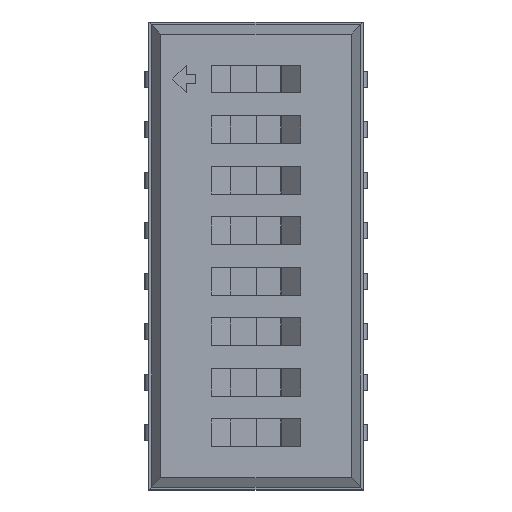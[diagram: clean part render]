
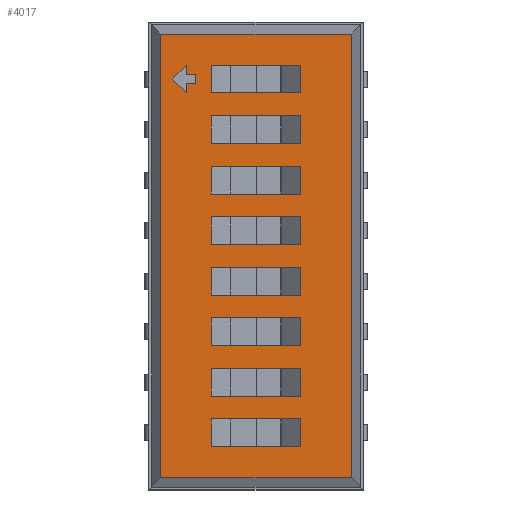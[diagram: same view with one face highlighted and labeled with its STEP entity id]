
A CAD part, top view. The second image highlights one B-rep face of the part: STEP entity #4017.
In plain terms, the highlighted planar face has unit normal (0, 0, 1).
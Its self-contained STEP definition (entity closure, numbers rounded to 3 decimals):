
#27=VECTOR('',#28,1.);
#28=DIRECTION('',(1.,0.,0.));
#51=VECTOR('',#52,1.);
#52=DIRECTION('',(0.,1.,0.));
#60=VECTOR('',#61,1.);
#61=DIRECTION('',(0.,-1.,0.));
#234=VECTOR('',#235,1.);
#235=DIRECTION('',(-1.,0.,0.));
#408=DIRECTION('',(0.,0.,-1.));
#3967=VERTEX_POINT('',#3968);
#3968=CARTESIAN_POINT('',(2.397,-5.577,2.4));
#3970=ORIENTED_EDGE('',*,*,#3971,.F.);
#3971=EDGE_CURVE('',#3972,#3967,#3974,.T.);
#3972=VERTEX_POINT('',#3973);
#3973=CARTESIAN_POINT('',(-2.397,-5.577,2.4));
#3974=LINE('',#3973,#27);
#4009=VERTEX_POINT('',#4010);
#4010=CARTESIAN_POINT('',(2.397,5.577,2.4));
#4012=ORIENTED_EDGE('',*,*,#4013,.F.);
#4013=EDGE_CURVE('',#3967,#4009,#4014,.T.);
#4014=LINE('',#3968,#51);
#4017=ADVANCED_FACE('',(#4018,#4028,#4050,#4072,#4094,#4116,#4138,#4160,#4182,#4204),#4249,.F.);
#4018=FACE_BOUND('',#4019,.F.);
#4019=EDGE_LOOP('',(#4012,#3970,#4020,#4025));
#4020=ORIENTED_EDGE('',*,*,#4021,.F.);
#4021=EDGE_CURVE('',#4022,#3972,#4024,.T.);
#4022=VERTEX_POINT('',#4023);
#4023=CARTESIAN_POINT('',(-2.397,5.577,2.4));
#4024=LINE('',#4023,#60);
#4025=ORIENTED_EDGE('',*,*,#4026,.F.);
#4026=EDGE_CURVE('',#4009,#4022,#4027,.T.);
#4027=LINE('',#4010,#234);
#4028=FACE_BOUND('',#4029,.F.);
#4029=EDGE_LOOP('',(#4030,#4037,#4042,#4047));
#4030=ORIENTED_EDGE('',*,*,#4031,.T.);
#4031=EDGE_CURVE('',#4032,#4034,#4036,.T.);
#4032=VERTEX_POINT('',#4033);
#4033=CARTESIAN_POINT('',(1.125,2.255,2.4));
#4034=VERTEX_POINT('',#4035);
#4035=CARTESIAN_POINT('',(-1.125,2.255,2.4));
#4036=LINE('',#4033,#234);
#4037=ORIENTED_EDGE('',*,*,#4038,.T.);
#4038=EDGE_CURVE('',#4034,#4039,#4041,.T.);
#4039=VERTEX_POINT('',#4040);
#4040=CARTESIAN_POINT('',(-1.125,1.555,2.4));
#4041=LINE('',#4035,#60);
#4042=ORIENTED_EDGE('',*,*,#4043,.T.);
#4043=EDGE_CURVE('',#4039,#4044,#4046,.T.);
#4044=VERTEX_POINT('',#4045);
#4045=CARTESIAN_POINT('',(1.125,1.555,2.4));
#4046=LINE('',#4040,#27);
#4047=ORIENTED_EDGE('',*,*,#4048,.T.);
#4048=EDGE_CURVE('',#4044,#4032,#4049,.T.);
#4049=LINE('',#4045,#51);
#4050=FACE_BOUND('',#4051,.F.);
#4051=EDGE_LOOP('',(#4052,#4059,#4064,#4069));
#4052=ORIENTED_EDGE('',*,*,#4053,.T.);
#4053=EDGE_CURVE('',#4054,#4056,#4058,.T.);
#4054=VERTEX_POINT('',#4055);
#4055=CARTESIAN_POINT('',(-1.125,0.285,2.4));
#4056=VERTEX_POINT('',#4057);
#4057=CARTESIAN_POINT('',(1.125,0.285,2.4));
#4058=LINE('',#4055,#27);
#4059=ORIENTED_EDGE('',*,*,#4060,.T.);
#4060=EDGE_CURVE('',#4056,#4061,#4063,.T.);
#4061=VERTEX_POINT('',#4062);
#4062=CARTESIAN_POINT('',(1.125,0.985,2.4));
#4063=LINE('',#4057,#51);
#4064=ORIENTED_EDGE('',*,*,#4065,.T.);
#4065=EDGE_CURVE('',#4061,#4066,#4068,.T.);
#4066=VERTEX_POINT('',#4067);
#4067=CARTESIAN_POINT('',(-1.125,0.985,2.4));
#4068=LINE('',#4062,#234);
#4069=ORIENTED_EDGE('',*,*,#4070,.T.);
#4070=EDGE_CURVE('',#4066,#4054,#4071,.T.);
#4071=LINE('',#4067,#60);
#4072=FACE_BOUND('',#4073,.F.);
#4073=EDGE_LOOP('',(#4074,#4081,#4086,#4091));
#4074=ORIENTED_EDGE('',*,*,#4075,.T.);
#4075=EDGE_CURVE('',#4076,#4078,#4080,.T.);
#4076=VERTEX_POINT('',#4077);
#4077=CARTESIAN_POINT('',(-1.125,-0.985,2.4));
#4078=VERTEX_POINT('',#4079);
#4079=CARTESIAN_POINT('',(1.125,-0.985,2.4));
#4080=LINE('',#4077,#27);
#4081=ORIENTED_EDGE('',*,*,#4082,.T.);
#4082=EDGE_CURVE('',#4078,#4083,#4085,.T.);
#4083=VERTEX_POINT('',#4084);
#4084=CARTESIAN_POINT('',(1.125,-0.285,2.4));
#4085=LINE('',#4079,#51);
#4086=ORIENTED_EDGE('',*,*,#4087,.T.);
#4087=EDGE_CURVE('',#4083,#4088,#4090,.T.);
#4088=VERTEX_POINT('',#4089);
#4089=CARTESIAN_POINT('',(-1.125,-0.285,2.4));
#4090=LINE('',#4084,#234);
#4091=ORIENTED_EDGE('',*,*,#4092,.T.);
#4092=EDGE_CURVE('',#4088,#4076,#4093,.T.);
#4093=LINE('',#4089,#60);
#4094=FACE_BOUND('',#4095,.F.);
#4095=EDGE_LOOP('',(#4096,#4103,#4108,#4113));
#4096=ORIENTED_EDGE('',*,*,#4097,.T.);
#4097=EDGE_CURVE('',#4098,#4100,#4102,.T.);
#4098=VERTEX_POINT('',#4099);
#4099=CARTESIAN_POINT('',(-1.125,-3.525,2.4));
#4100=VERTEX_POINT('',#4101);
#4101=CARTESIAN_POINT('',(1.125,-3.525,2.4));
#4102=LINE('',#4099,#27);
#4103=ORIENTED_EDGE('',*,*,#4104,.T.);
#4104=EDGE_CURVE('',#4100,#4105,#4107,.T.);
#4105=VERTEX_POINT('',#4106);
#4106=CARTESIAN_POINT('',(1.125,-2.825,2.4));
#4107=LINE('',#4101,#51);
#4108=ORIENTED_EDGE('',*,*,#4109,.T.);
#4109=EDGE_CURVE('',#4105,#4110,#4112,.T.);
#4110=VERTEX_POINT('',#4111);
#4111=CARTESIAN_POINT('',(-1.125,-2.825,2.4));
#4112=LINE('',#4106,#234);
#4113=ORIENTED_EDGE('',*,*,#4114,.T.);
#4114=EDGE_CURVE('',#4110,#4098,#4115,.T.);
#4115=LINE('',#4111,#60);
#4116=FACE_BOUND('',#4117,.F.);
#4117=EDGE_LOOP('',(#4118,#4125,#4130,#4135));
#4118=ORIENTED_EDGE('',*,*,#4119,.T.);
#4119=EDGE_CURVE('',#4120,#4122,#4124,.T.);
#4120=VERTEX_POINT('',#4121);
#4121=CARTESIAN_POINT('',(-1.125,-4.795,2.4));
#4122=VERTEX_POINT('',#4123);
#4123=CARTESIAN_POINT('',(1.125,-4.795,2.4));
#4124=LINE('',#4121,#27);
#4125=ORIENTED_EDGE('',*,*,#4126,.T.);
#4126=EDGE_CURVE('',#4122,#4127,#4129,.T.);
#4127=VERTEX_POINT('',#4128);
#4128=CARTESIAN_POINT('',(1.125,-4.095,2.4));
#4129=LINE('',#4123,#51);
#4130=ORIENTED_EDGE('',*,*,#4131,.T.);
#4131=EDGE_CURVE('',#4127,#4132,#4134,.T.);
#4132=VERTEX_POINT('',#4133);
#4133=CARTESIAN_POINT('',(-1.125,-4.095,2.4));
#4134=LINE('',#4128,#234);
#4135=ORIENTED_EDGE('',*,*,#4136,.T.);
#4136=EDGE_CURVE('',#4132,#4120,#4137,.T.);
#4137=LINE('',#4133,#60);
#4138=FACE_BOUND('',#4139,.F.);
#4139=EDGE_LOOP('',(#4140,#4147,#4152,#4157));
#4140=ORIENTED_EDGE('',*,*,#4141,.T.);
#4141=EDGE_CURVE('',#4142,#4144,#4146,.T.);
#4142=VERTEX_POINT('',#4143);
#4143=CARTESIAN_POINT('',(1.125,-2.255,2.4));
#4144=VERTEX_POINT('',#4145);
#4145=CARTESIAN_POINT('',(1.125,-1.555,2.4));
#4146=LINE('',#4143,#51);
#4147=ORIENTED_EDGE('',*,*,#4148,.T.);
#4148=EDGE_CURVE('',#4144,#4149,#4151,.T.);
#4149=VERTEX_POINT('',#4150);
#4150=CARTESIAN_POINT('',(-1.125,-1.555,2.4));
#4151=LINE('',#4145,#234);
#4152=ORIENTED_EDGE('',*,*,#4153,.T.);
#4153=EDGE_CURVE('',#4149,#4154,#4156,.T.);
#4154=VERTEX_POINT('',#4155);
#4155=CARTESIAN_POINT('',(-1.125,-2.255,2.4));
#4156=LINE('',#4150,#60);
#4157=ORIENTED_EDGE('',*,*,#4158,.T.);
#4158=EDGE_CURVE('',#4154,#4142,#4159,.T.);
#4159=LINE('',#4155,#27);
#4160=FACE_BOUND('',#4161,.F.);
#4161=EDGE_LOOP('',(#4162,#4169,#4174,#4179));
#4162=ORIENTED_EDGE('',*,*,#4163,.T.);
#4163=EDGE_CURVE('',#4164,#4166,#4168,.T.);
#4164=VERTEX_POINT('',#4165);
#4165=CARTESIAN_POINT('',(1.125,4.095,2.4));
#4166=VERTEX_POINT('',#4167);
#4167=CARTESIAN_POINT('',(1.125,4.795,2.4));
#4168=LINE('',#4165,#51);
#4169=ORIENTED_EDGE('',*,*,#4170,.T.);
#4170=EDGE_CURVE('',#4166,#4171,#4173,.T.);
#4171=VERTEX_POINT('',#4172);
#4172=CARTESIAN_POINT('',(-1.125,4.795,2.4));
#4173=LINE('',#4167,#234);
#4174=ORIENTED_EDGE('',*,*,#4175,.T.);
#4175=EDGE_CURVE('',#4171,#4176,#4178,.T.);
#4176=VERTEX_POINT('',#4177);
#4177=CARTESIAN_POINT('',(-1.125,4.095,2.4));
#4178=LINE('',#4172,#60);
#4179=ORIENTED_EDGE('',*,*,#4180,.T.);
#4180=EDGE_CURVE('',#4176,#4164,#4181,.T.);
#4181=LINE('',#4177,#27);
#4182=FACE_BOUND('',#4183,.F.);
#4183=EDGE_LOOP('',(#4184,#4191,#4196,#4201));
#4184=ORIENTED_EDGE('',*,*,#4185,.T.);
#4185=EDGE_CURVE('',#4186,#4188,#4190,.T.);
#4186=VERTEX_POINT('',#4187);
#4187=CARTESIAN_POINT('',(1.125,3.525,2.4));
#4188=VERTEX_POINT('',#4189);
#4189=CARTESIAN_POINT('',(-1.125,3.525,2.4));
#4190=LINE('',#4187,#234);
#4191=ORIENTED_EDGE('',*,*,#4192,.T.);
#4192=EDGE_CURVE('',#4188,#4193,#4195,.T.);
#4193=VERTEX_POINT('',#4194);
#4194=CARTESIAN_POINT('',(-1.125,2.825,2.4));
#4195=LINE('',#4189,#60);
#4196=ORIENTED_EDGE('',*,*,#4197,.T.);
#4197=EDGE_CURVE('',#4193,#4198,#4200,.T.);
#4198=VERTEX_POINT('',#4199);
#4199=CARTESIAN_POINT('',(1.125,2.825,2.4));
#4200=LINE('',#4194,#27);
#4201=ORIENTED_EDGE('',*,*,#4202,.T.);
#4202=EDGE_CURVE('',#4198,#4186,#4203,.T.);
#4203=LINE('',#4199,#51);
#4204=FACE_BOUND('',#4205,.F.);
#4205=EDGE_LOOP('',(#4206,#4215,#4220,#4227,#4232,#4239,#4244));
#4206=ORIENTED_EDGE('',*,*,#4207,.T.);
#4207=EDGE_CURVE('',#4208,#4210,#4212,.T.);
#4208=VERTEX_POINT('',#4209);
#4209=CARTESIAN_POINT('',(-2.097,4.445,2.4));
#4210=VERTEX_POINT('',#4211);
#4211=CARTESIAN_POINT('',(-1.747,4.095,2.4));
#4212=LINE('',#4209,#4213);
#4213=VECTOR('',#4214,1.);
#4214=DIRECTION('',(0.707,-0.707,0.));
#4215=ORIENTED_EDGE('',*,*,#4216,.T.);
#4216=EDGE_CURVE('',#4210,#4217,#4219,.T.);
#4217=VERTEX_POINT('',#4218);
#4218=CARTESIAN_POINT('',(-1.747,4.328,2.4));
#4219=LINE('',#4211,#51);
#4220=ORIENTED_EDGE('',*,*,#4221,.T.);
#4221=EDGE_CURVE('',#4217,#4222,#4224,.T.);
#4222=VERTEX_POINT('',#4223);
#4223=CARTESIAN_POINT('',(-1.513,4.328,2.4));
#4224=LINE('',#4218,#4225);
#4225=VECTOR('',#4226,1.);
#4226=DIRECTION('',(1.,0.,0.));
#4227=ORIENTED_EDGE('',*,*,#4228,.T.);
#4228=EDGE_CURVE('',#4222,#4229,#4231,.T.);
#4229=VERTEX_POINT('',#4230);
#4230=CARTESIAN_POINT('',(-1.513,4.562,2.4));
#4231=LINE('',#4223,#51);
#4232=ORIENTED_EDGE('',*,*,#4233,.T.);
#4233=EDGE_CURVE('',#4229,#4234,#4236,.T.);
#4234=VERTEX_POINT('',#4235);
#4235=CARTESIAN_POINT('',(-1.747,4.562,2.4));
#4236=LINE('',#4230,#4237);
#4237=VECTOR('',#4238,1.);
#4238=DIRECTION('',(-1.,0.,0.));
#4239=ORIENTED_EDGE('',*,*,#4240,.T.);
#4240=EDGE_CURVE('',#4234,#4241,#4243,.T.);
#4241=VERTEX_POINT('',#4242);
#4242=CARTESIAN_POINT('',(-1.747,4.795,2.4));
#4243=LINE('',#4235,#51);
#4244=ORIENTED_EDGE('',*,*,#4245,.T.);
#4245=EDGE_CURVE('',#4241,#4208,#4246,.T.);
#4246=LINE('',#4242,#4247);
#4247=VECTOR('',#4248,1.);
#4248=DIRECTION('',(-0.707,-0.707,0.));
#4249=PLANE('',#4250);
#4250=AXIS2_PLACEMENT_3D('',#3968,#408,#4251);
#4251=DIRECTION('',(-0.395,0.919,0.));
